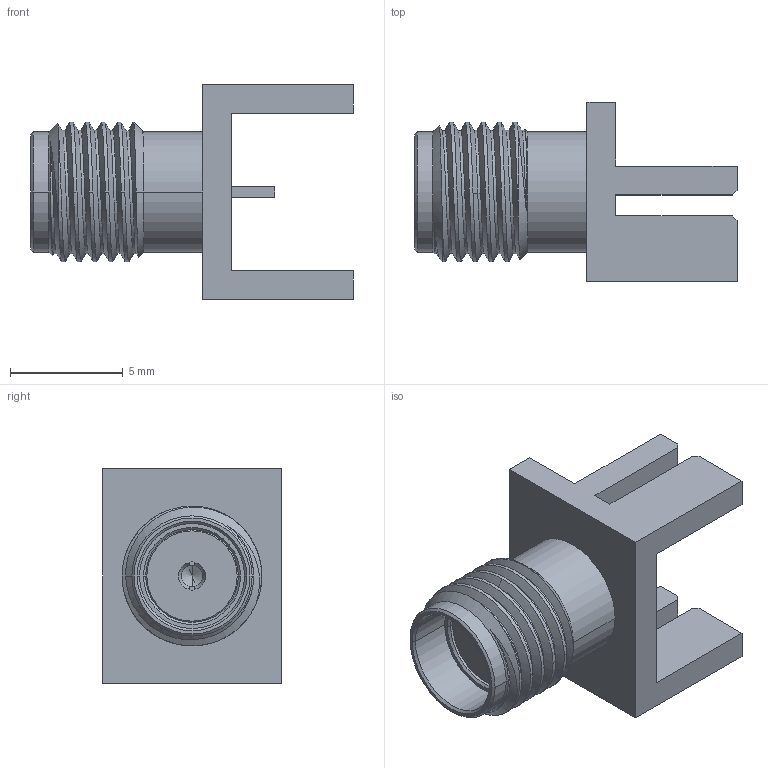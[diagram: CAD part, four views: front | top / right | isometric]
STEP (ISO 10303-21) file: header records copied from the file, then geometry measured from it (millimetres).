
FILE_DESCRIPTION((''),'2;1');
FILE_NAME('SMA6251A1-117-10GT5GP_SW0001','2020-05-26T22:01:49',('Vijayaragavan'),(''),'CREO PARAMETRIC BY PTC INC, 2019444','CREO PARAMETRIC BY PTC INC, 2019444','');
FILE_SCHEMA(('CONFIG_CONTROL_DESIGN'));
Length unit declared in the file: millimetre
Products named in the file (1): SMA6251A1-117-10GT5GP_SW0001
Bounding box: 14.27 x 7.92 x 9.52 mm (x, y, z)
Volume: 299.5 mm3; surface area: 559.4 mm2
Topology: 1 solids, 1 shells, 87 faces, 221 edges, 141 vertices
Faces by surface type: plane 38, cylinder 23, cone 20, bspline 6
Entity records: 5346 total; most frequent: CARTESIAN_POINT 3255, ORIENTED_EDGE 438, DIRECTION 401, EDGE_CURVE 219, VERTEX_POINT 141, AXIS2_PLACEMENT_3D 136, VECTOR 129, LINE 129
